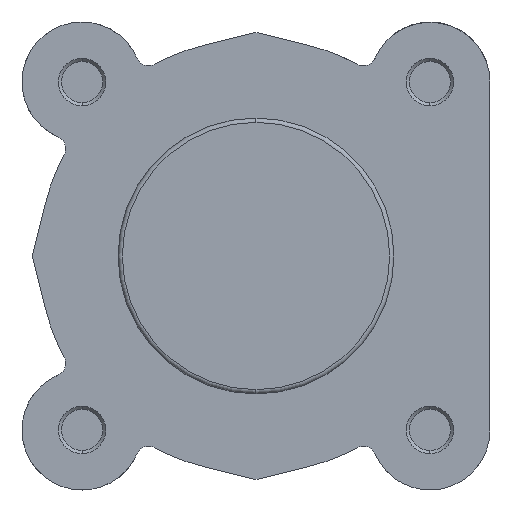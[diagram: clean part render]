
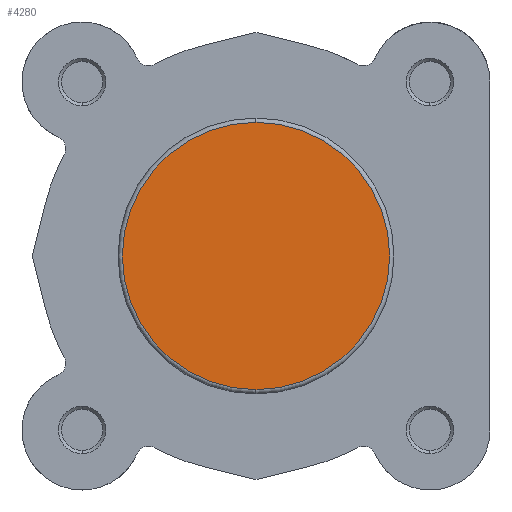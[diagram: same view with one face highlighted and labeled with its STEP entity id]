
A CAD part, left-side view. The second image highlights one B-rep face of the part: STEP entity #4280.
In plain terms, the highlighted planar face has unit normal (-1, 0, 0).
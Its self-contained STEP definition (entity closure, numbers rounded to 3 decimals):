
#667 = CARTESIAN_POINT ( 'NONE',  ( 0., 0., 0. ) ) ;
#668 = DIRECTION ( 'NONE',  ( -1., 0., 0. ) ) ;
#669 = DIRECTION ( 'NONE',  ( 0., 0., -1. ) ) ;
#982 = CARTESIAN_POINT ( 'NONE',  ( 0., 0., 0. ) ) ;
#989 = DIRECTION ( 'NONE',  ( -1., 0., 0. ) ) ;
#990 = DIRECTION ( 'NONE',  ( 0., 0., -1. ) ) ;
#1942 = EDGE_LOOP ( 'NONE', ( #3288, #3132 ) ) ;
#2384 = EDGE_CURVE ( 'NONE', #4058, #4057, #4478, .T. ) ;
#2507 = EDGE_CURVE ( 'NONE', #4057, #4058, #4648, .T. ) ;
#2891 = AXIS2_PLACEMENT_3D ( 'NONE', #667, #668, #669 ) ;
#2966 = AXIS2_PLACEMENT_3D ( 'NONE', #982, #989, #990 ) ;
#3132 = ORIENTED_EDGE ( 'NONE', *, *, #2384, .T. ) ;
#3288 = ORIENTED_EDGE ( 'NONE', *, *, #2507, .T. ) ;
#4057 = VERTEX_POINT ( 'NONE', #5927 ) ;
#4058 = VERTEX_POINT ( 'NONE', #5928 ) ;
#4280 = ADVANCED_FACE ( 'NONE', ( #5264 ), #6333, .F. ) ;
#4478 = CIRCLE ( 'NONE', #2891, 21.7 ) ;
#4648 = CIRCLE ( 'NONE', #2966, 21.7 ) ;
#5264 = FACE_OUTER_BOUND ( 'NONE', #1942, .T. ) ;
#5927 = CARTESIAN_POINT ( 'NONE',  ( 0., 0., -21.7 ) ) ;
#5928 = CARTESIAN_POINT ( 'NONE',  ( 0., 0., 21.7 ) ) ;
#6332 = CARTESIAN_POINT ( 'NONE',  ( 0., 22.4, 0. ) ) ;
#6333 = PLANE ( 'NONE',  #6798 ) ;
#6335 = DIRECTION ( 'NONE',  ( 1., 0., 0. ) ) ;
#6336 = DIRECTION ( 'NONE',  ( 0., 0., -1. ) ) ;
#6798 = AXIS2_PLACEMENT_3D ( 'NONE', #6332, #6335, #6336 ) ;
